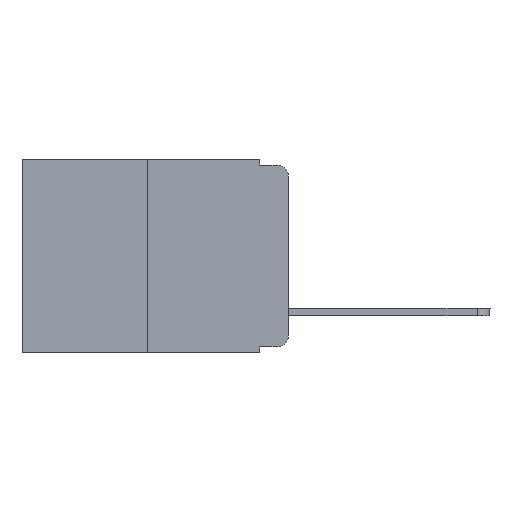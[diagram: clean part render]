
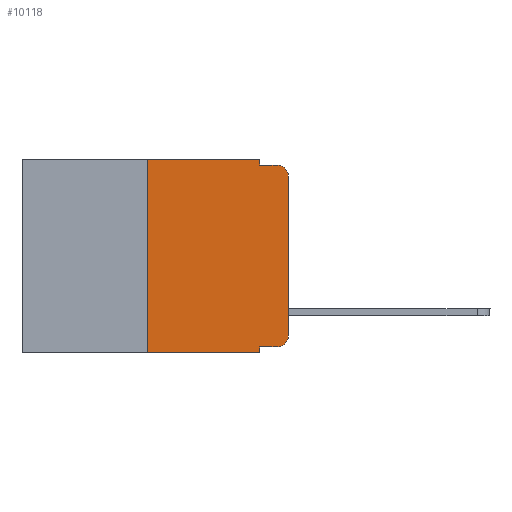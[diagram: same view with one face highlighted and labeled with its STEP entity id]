
A CAD part, left-side view. The second image highlights one B-rep face of the part: STEP entity #10118.
In plain terms, the highlighted planar face has unit normal (-1, 0, 0).
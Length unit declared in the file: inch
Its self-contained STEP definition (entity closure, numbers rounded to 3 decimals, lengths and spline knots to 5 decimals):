
#736 = CARTESIAN_POINT ( 'NONE',  ( 0., 0.25, 0. ) ) ;
#850 = LINE ( 'NONE', #736, #15971 ) ;
#854 = VECTOR ( 'NONE', #1600, 39.37008 ) ;
#990 = DIRECTION ( 'NONE',  ( 0., -1., 0. ) ) ;
#1175 = DIRECTION ( 'NONE',  ( 0., -1., 0. ) ) ;
#1211 = LINE ( 'NONE', #10519, #22385 ) ;
#1600 = DIRECTION ( 'NONE',  ( 0., -1., 0. ) ) ;
#2135 = DIRECTION ( 'NONE',  ( -1., 0., 0. ) ) ;
#2311 = VERTEX_POINT ( 'NONE', #8222 ) ;
#2704 = CARTESIAN_POINT ( 'NONE',  ( 0., 0.25, 0. ) ) ;
#2711 = AXIS2_PLACEMENT_3D ( 'NONE', #18494, #20582, #3643 ) ;
#3122 = ORIENTED_EDGE ( 'NONE', *, *, #8792, .T. ) ;
#3220 = ORIENTED_EDGE ( 'NONE', *, *, #14038, .F. ) ;
#3532 = ORIENTED_EDGE ( 'NONE', *, *, #11430, .T. ) ;
#3643 = DIRECTION ( 'NONE',  ( 0., 0., -1. ) ) ;
#3939 = EDGE_CURVE ( 'NONE', #13206, #6188, #850, .T. ) ;
#4458 = CARTESIAN_POINT ( 'NONE',  ( 0., 0.051, 0. ) ) ;
#4763 = CARTESIAN_POINT ( 'NONE',  ( 0., 0.051, -0.01 ) ) ;
#5155 = CARTESIAN_POINT ( 'NONE',  ( 0., 0.473, 0. ) ) ;
#5887 = AXIS2_PLACEMENT_3D ( 'NONE', #5155, #14718, #22085 ) ;
#5932 = ORIENTED_EDGE ( 'NONE', *, *, #12842, .F. ) ;
#6076 = VECTOR ( 'NONE', #22791, 39.37008 ) ;
#6188 = VERTEX_POINT ( 'NONE', #2704 ) ;
#6322 = CARTESIAN_POINT ( 'NONE',  ( 0., 0.051, 0. ) ) ;
#6993 = LINE ( 'NONE', #10656, #22346 ) ;
#7243 = FACE_OUTER_BOUND ( 'NONE', #16805, .T. ) ;
#7370 = PLANE ( 'NONE',  #5887 ) ;
#7583 = CARTESIAN_POINT ( 'NONE',  ( 0., 0.473, 0. ) ) ;
#8222 = CARTESIAN_POINT ( 'NONE',  ( 0., 0., -0.03 ) ) ;
#8398 = ORIENTED_EDGE ( 'NONE', *, *, #20224, .T. ) ;
#8440 = ORIENTED_EDGE ( 'NONE', *, *, #10423, .F. ) ;
#8792 = EDGE_CURVE ( 'NONE', #20858, #9130, #14062, .T. ) ;
#8838 = ORIENTED_EDGE ( 'NONE', *, *, #20062, .T. ) ;
#9099 = DIRECTION ( 'NONE',  ( 0., 0., -1. ) ) ;
#9130 = VERTEX_POINT ( 'NONE', #21901 ) ;
#9483 = DIRECTION ( 'NONE',  ( 0., 0., -1. ) ) ;
#9940 = CARTESIAN_POINT ( 'NONE',  ( 0., 0.02, -0.333 ) ) ;
#10118 = ADVANCED_FACE ( 'NONE', ( #7243 ), #7370, .F. ) ;
#10211 = CARTESIAN_POINT ( 'NONE',  ( 0., 0.051, -0.343 ) ) ;
#10400 = DIRECTION ( 'NONE',  ( 0., 0., 1. ) ) ;
#10414 = VERTEX_POINT ( 'NONE', #4763 ) ;
#10423 = EDGE_CURVE ( 'NONE', #13374, #10414, #1211, .T. ) ;
#10519 = CARTESIAN_POINT ( 'NONE',  ( 0., 0.051, 0. ) ) ;
#10656 = CARTESIAN_POINT ( 'NONE',  ( 0., 0.473, -0.343 ) ) ;
#11430 = EDGE_CURVE ( 'NONE', #13206, #13888, #6993, .T. ) ;
#11431 = VERTEX_POINT ( 'NONE', #23799 ) ;
#11532 = AXIS2_PLACEMENT_3D ( 'NONE', #22502, #2135, #9483 ) ;
#11927 = DIRECTION ( 'NONE',  ( 0., 0., 1. ) ) ;
#12145 = ORIENTED_EDGE ( 'NONE', *, *, #20454, .T. ) ;
#12245 = VECTOR ( 'NONE', #9099, 39.37008 ) ;
#12319 = CIRCLE ( 'NONE', #11532, 0.02 ) ;
#12588 = ORIENTED_EDGE ( 'NONE', *, *, #3939, .F. ) ;
#12598 = CARTESIAN_POINT ( 'NONE',  ( 0., 0.25, -0.343 ) ) ;
#12842 = EDGE_CURVE ( 'NONE', #10414, #11431, #20846, .T. ) ;
#13206 = VERTEX_POINT ( 'NONE', #12598 ) ;
#13374 = VERTEX_POINT ( 'NONE', #6322 ) ;
#13888 = VERTEX_POINT ( 'NONE', #10211 ) ;
#13898 = CARTESIAN_POINT ( 'NONE',  ( 0., 0.051, -0.333 ) ) ;
#14038 = EDGE_CURVE ( 'NONE', #17212, #13888, #14378, .T. ) ;
#14062 = CIRCLE ( 'NONE', #2711, 0.02 ) ;
#14378 = LINE ( 'NONE', #4458, #12245 ) ;
#14664 = VECTOR ( 'NONE', #1175, 39.37008 ) ;
#14718 = DIRECTION ( 'NONE',  ( 1., 0., 0. ) ) ;
#14865 = ORIENTED_EDGE ( 'NONE', *, *, #17753, .F. ) ;
#15971 = VECTOR ( 'NONE', #10400, 39.37008 ) ;
#16252 = CARTESIAN_POINT ( 'NONE',  ( 0., 0.051, -0.333 ) ) ;
#16797 = LINE ( 'NONE', #7583, #6076 ) ;
#16805 = EDGE_LOOP ( 'NONE', ( #12145, #8398, #5932, #8440, #14865, #12588, #3532, #3220, #8838, #3122 ) ) ;
#17212 = VERTEX_POINT ( 'NONE', #13898 ) ;
#17753 = EDGE_CURVE ( 'NONE', #6188, #13374, #16797, .T. ) ;
#18406 = CARTESIAN_POINT ( 'NONE',  ( 0., 0.051, -0.01 ) ) ;
#18494 = CARTESIAN_POINT ( 'NONE',  ( 0., 0.02, -0.313 ) ) ;
#19781 = VECTOR ( 'NONE', #11927, 39.37008 ) ;
#20062 = EDGE_CURVE ( 'NONE', #17212, #20858, #23861, .T. ) ;
#20224 = EDGE_CURVE ( 'NONE', #2311, #11431, #12319, .T. ) ;
#20454 = EDGE_CURVE ( 'NONE', #9130, #2311, #20902, .T. ) ;
#20582 = DIRECTION ( 'NONE',  ( -1., 0., 0. ) ) ;
#20846 = LINE ( 'NONE', #18406, #854 ) ;
#20858 = VERTEX_POINT ( 'NONE', #9940 ) ;
#20902 = LINE ( 'NONE', #23103, #19781 ) ;
#21901 = CARTESIAN_POINT ( 'NONE',  ( 0., 0., -0.313 ) ) ;
#22085 = DIRECTION ( 'NONE',  ( 0., 0., -1. ) ) ;
#22346 = VECTOR ( 'NONE', #990, 39.37008 ) ;
#22385 = VECTOR ( 'NONE', #23176, 39.37008 ) ;
#22502 = CARTESIAN_POINT ( 'NONE',  ( 0., 0.02, -0.03 ) ) ;
#22791 = DIRECTION ( 'NONE',  ( 0., -1., 0. ) ) ;
#23103 = CARTESIAN_POINT ( 'NONE',  ( 0., 0., 0. ) ) ;
#23176 = DIRECTION ( 'NONE',  ( 0., 0., -1. ) ) ;
#23799 = CARTESIAN_POINT ( 'NONE',  ( 0., 0.02, -0.01 ) ) ;
#23861 = LINE ( 'NONE', #16252, #14664 ) ;
